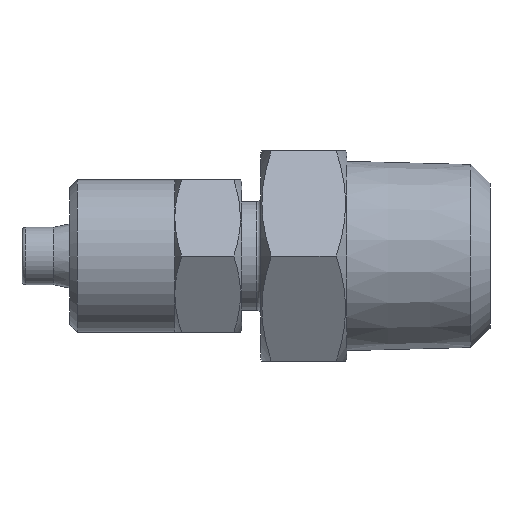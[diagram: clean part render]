
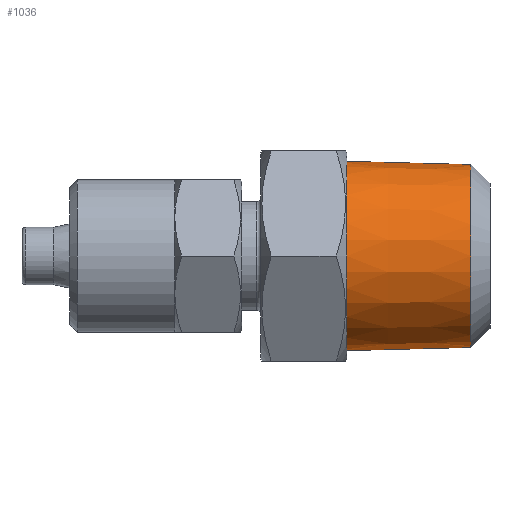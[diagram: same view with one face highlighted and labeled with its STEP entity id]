
A CAD part, left-side view. The second image highlights one B-rep face of the part: STEP entity #1036.
In plain terms, the highlighted conical face has half-angle 1.47 degrees and reference radius 4.954 mm.
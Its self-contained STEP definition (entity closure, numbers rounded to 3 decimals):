
#27 = VECTOR ( 'NONE', #1745, 1000. ) ;
#128 = ORIENTED_EDGE ( 'NONE', *, *, #1092, .T. ) ;
#130 = ORIENTED_EDGE ( 'NONE', *, *, #1135, .F. ) ;
#133 = ORIENTED_EDGE ( 'NONE', *, *, #1093, .F. ) ;
#136 = ORIENTED_EDGE ( 'NONE', *, *, #1132, .T. ) ;
#243 = CARTESIAN_POINT ( 'NONE',  ( 0., 7.5, 0. ) ) ;
#244 = DIRECTION ( 'NONE',  ( 0., -1., 0. ) ) ;
#245 = DIRECTION ( 'NONE',  ( 0., 0., -1. ) ) ;
#246 = CARTESIAN_POINT ( 'NONE',  ( 0., 1., 0. ) ) ;
#247 = DIRECTION ( 'NONE',  ( 0., -1., 0. ) ) ;
#248 = DIRECTION ( 'NONE',  ( 0., 0., -1. ) ) ;
#278 = CARTESIAN_POINT ( 'NONE',  ( 0., 7.5, -4.954 ) ) ;
#279 = DIRECTION ( 'NONE',  ( 0., 1., -0.026 ) ) ;
#574 = VERTEX_POINT ( 'NONE', #1384 ) ;
#575 = VERTEX_POINT ( 'NONE', #1385 ) ;
#576 = VERTEX_POINT ( 'NONE', #1386 ) ;
#585 = VERTEX_POINT ( 'NONE', #1395 ) ;
#745 = FACE_OUTER_BOUND ( 'NONE', #1481, .T. ) ;
#785 = LINE ( 'NONE', #1744, #27 ) ;
#786 = LINE ( 'NONE', #278, #1941 ) ;
#1036 = ADVANCED_FACE ( 'NONE', ( #745 ), #1956, .T. ) ;
#1092 = EDGE_CURVE ( 'NONE', #576, #585, #1284, .T. ) ;
#1093 = EDGE_CURVE ( 'NONE', #575, #574, #1287, .T. ) ;
#1132 = EDGE_CURVE ( 'NONE', #575, #576, #785, .T. ) ;
#1135 = EDGE_CURVE ( 'NONE', #574, #585, #786, .T. ) ;
#1271 = AXIS2_PLACEMENT_3D ( 'NONE', #243, #244, #245 ) ;
#1284 = CIRCLE ( 'NONE', #1271, 4.954 ) ;
#1286 = AXIS2_PLACEMENT_3D ( 'NONE', #246, #247, #248 ) ;
#1287 = CIRCLE ( 'NONE', #1286, 4.787 ) ;
#1384 = CARTESIAN_POINT ( 'NONE',  ( 0., 1., -4.787 ) ) ;
#1385 = CARTESIAN_POINT ( 'NONE',  ( 0., 1., 4.787 ) ) ;
#1386 = CARTESIAN_POINT ( 'NONE',  ( 0., 7.5, 4.954 ) ) ;
#1395 = CARTESIAN_POINT ( 'NONE',  ( 0., 7.5, -4.954 ) ) ;
#1481 = EDGE_LOOP ( 'NONE', ( #130, #133, #136, #128 ) ) ;
#1744 = CARTESIAN_POINT ( 'NONE',  ( 0., 7.5, 4.954 ) ) ;
#1745 = DIRECTION ( 'NONE',  ( 0., 1., 0.026 ) ) ;
#1791 = CARTESIAN_POINT ( 'NONE',  ( 0., 7.5, 0. ) ) ;
#1792 = DIRECTION ( 'NONE',  ( 0., 1., 0. ) ) ;
#1793 = DIRECTION ( 'NONE',  ( 0., 0., 1. ) ) ;
#1941 = VECTOR ( 'NONE', #279, 1000. ) ;
#1954 = AXIS2_PLACEMENT_3D ( 'NONE', #1791, #1792, #1793 ) ;
#1956 = CONICAL_SURFACE ( 'NONE', #1954, 4.954, 0.026 ) ;
